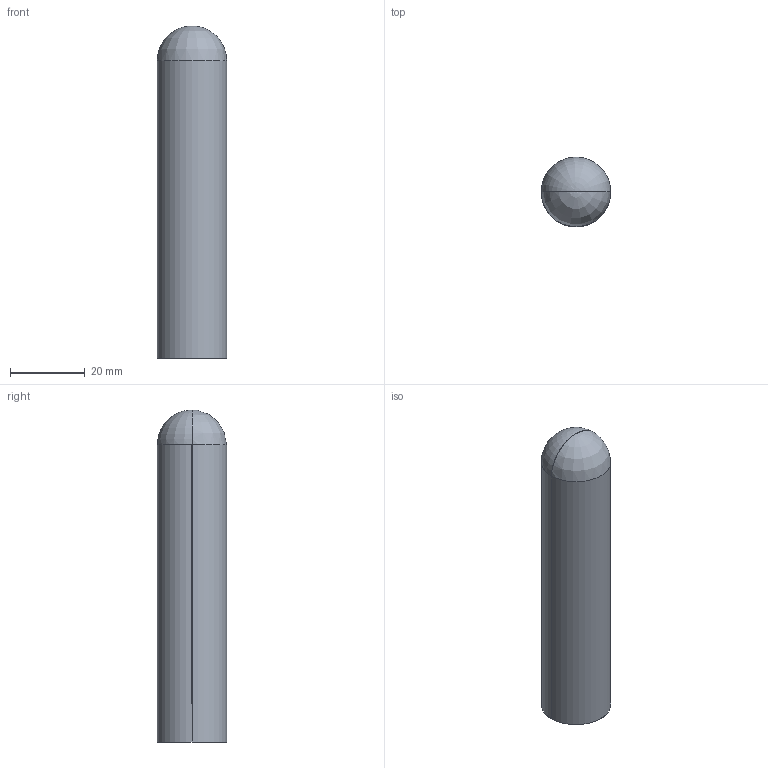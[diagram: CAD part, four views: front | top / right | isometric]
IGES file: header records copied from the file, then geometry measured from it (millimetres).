
Start section: SolidWorks IGES file using analytic representation for surfaces
Global section: file name: NU137X050.IGS; native system: SolidWorks 2021; preprocessor: SolidWorks 2021; author: office; date: 210709.110004; units: inch
Bounding box: 18.54 x 18.54 x 88.9 mm (x, y, z)
Surface area: 8546.9 mm2 (no closed solid volume)
Topology: 0 solids, 0 shells, 9 faces, 96 edges, 94 vertices
Faces by surface type: revolution 8, bspline 1
